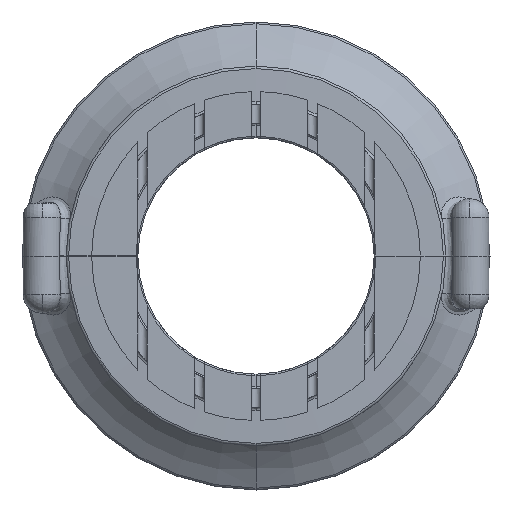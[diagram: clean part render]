
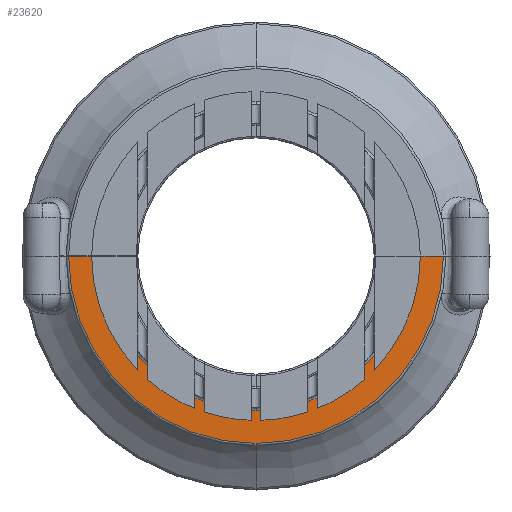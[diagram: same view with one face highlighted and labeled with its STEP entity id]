
A CAD part, front view. The second image highlights one B-rep face of the part: STEP entity #23620.
In plain terms, the highlighted conical face has half-angle 88 degrees and reference radius 48.465 mm.
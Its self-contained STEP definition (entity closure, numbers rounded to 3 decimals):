
#732 = VECTOR ( 'NONE', #30609, 1000. ) ;
#2282 = VERTEX_POINT ( 'NONE', #46822 ) ;
#3003 = EDGE_CURVE ( 'NONE', #9266, #2282, #9585, .T. ) ;
#4681 = DIRECTION ( 'NONE',  ( 0., -1., 0. ) ) ;
#5736 = EDGE_CURVE ( 'NONE', #2282, #17541, #55839, .T. ) ;
#5819 = CARTESIAN_POINT ( 'NONE',  ( 0., -43.527, -58.728 ) ) ;
#6767 = DIRECTION ( 'NONE',  ( 0., 0., -1. ) ) ;
#9266 = VERTEX_POINT ( 'NONE', #22259 ) ;
#9585 = CIRCLE ( 'NONE', #47164, 48.465 ) ;
#9917 = LINE ( 'NONE', #18668, #61706 ) ;
#10181 = DIRECTION ( 'NONE',  ( 0., -1., 0. ) ) ;
#10422 = ORIENTED_EDGE ( 'NONE', *, *, #3003, .F. ) ;
#11598 = CIRCLE ( 'NONE', #59661, 58.728 ) ;
#12859 = AXIS2_PLACEMENT_3D ( 'NONE', #54755, #41674, #6767 ) ;
#17541 = VERTEX_POINT ( 'NONE', #32433 ) ;
#17629 = CARTESIAN_POINT ( 'NONE',  ( 0., -43.885, 0. ) ) ;
#18668 = CARTESIAN_POINT ( 'NONE',  ( 48.465, -43.885, 0. ) ) ;
#20024 = DIRECTION ( 'NONE',  ( 0., 0., 1. ) ) ;
#22054 = EDGE_CURVE ( 'NONE', #44115, #36845, #30521, .T. ) ;
#22259 = CARTESIAN_POINT ( 'NONE',  ( -48.465, -43.885, 0. ) ) ;
#22523 = DIRECTION ( 'NONE',  ( 0., 0., -1. ) ) ;
#23620 = ADVANCED_FACE ( 'NONE', ( #49502 ), #59054, .T. ) ;
#24358 = EDGE_LOOP ( 'NONE', ( #10422, #24826, #27148, #55673, #35484, #30456 ) ) ;
#24826 = ORIENTED_EDGE ( 'NONE', *, *, #46797, .T. ) ;
#27148 = ORIENTED_EDGE ( 'NONE', *, *, #34290, .T. ) ;
#29808 = CARTESIAN_POINT ( 'NONE',  ( 0., -43.885, 0. ) ) ;
#30456 = ORIENTED_EDGE ( 'NONE', *, *, #5736, .F. ) ;
#30521 = CIRCLE ( 'NONE', #12859, 58.728 ) ;
#30609 = DIRECTION ( 'NONE',  ( -0.999, 0.035, 0. ) ) ;
#32433 = CARTESIAN_POINT ( 'NONE',  ( 48.465, -43.885, 0. ) ) ;
#34290 = EDGE_CURVE ( 'NONE', #36163, #44115, #11598, .T. ) ;
#35232 = LINE ( 'NONE', #55176, #732 ) ;
#35484 = ORIENTED_EDGE ( 'NONE', *, *, #50682, .F. ) ;
#36163 = VERTEX_POINT ( 'NONE', #48420 ) ;
#36845 = VERTEX_POINT ( 'NONE', #51823 ) ;
#38625 = CARTESIAN_POINT ( 'NONE',  ( 0., -43.527, 0. ) ) ;
#39272 = DIRECTION ( 'NONE',  ( 0., 0., -1. ) ) ;
#40311 = DIRECTION ( 'NONE',  ( 0., 1., 0. ) ) ;
#41199 = DIRECTION ( 'NONE',  ( 0., 0., -1. ) ) ;
#41674 = DIRECTION ( 'NONE',  ( 0., -1., 0. ) ) ;
#44115 = VERTEX_POINT ( 'NONE', #5819 ) ;
#46797 = EDGE_CURVE ( 'NONE', #9266, #36163, #35232, .T. ) ;
#46822 = CARTESIAN_POINT ( 'NONE',  ( 0., -43.885, -48.465 ) ) ;
#47164 = AXIS2_PLACEMENT_3D ( 'NONE', #55579, #10181, #41199 ) ;
#48420 = CARTESIAN_POINT ( 'NONE',  ( -58.728, -43.527, 0. ) ) ;
#49502 = FACE_OUTER_BOUND ( 'NONE', #24358, .T. ) ;
#49618 = AXIS2_PLACEMENT_3D ( 'NONE', #29808, #40311, #20024 ) ;
#50682 = EDGE_CURVE ( 'NONE', #17541, #36845, #9917, .T. ) ;
#51823 = CARTESIAN_POINT ( 'NONE',  ( 58.728, -43.527, 0. ) ) ;
#54652 = DIRECTION ( 'NONE',  ( 0.999, 0.035, 0. ) ) ;
#54755 = CARTESIAN_POINT ( 'NONE',  ( 0., -43.527, 0. ) ) ;
#55176 = CARTESIAN_POINT ( 'NONE',  ( -48.465, -43.885, 0. ) ) ;
#55579 = CARTESIAN_POINT ( 'NONE',  ( 0., -43.885, 0. ) ) ;
#55673 = ORIENTED_EDGE ( 'NONE', *, *, #22054, .T. ) ;
#55839 = CIRCLE ( 'NONE', #57917, 48.465 ) ;
#57917 = AXIS2_PLACEMENT_3D ( 'NONE', #17629, #61504, #22523 ) ;
#59054 = CONICAL_SURFACE ( 'NONE', #49618, 48.465, 1.536 ) ;
#59661 = AXIS2_PLACEMENT_3D ( 'NONE', #38625, #4681, #39272 ) ;
#61504 = DIRECTION ( 'NONE',  ( 0., -1., 0. ) ) ;
#61706 = VECTOR ( 'NONE', #54652, 1000. ) ;
